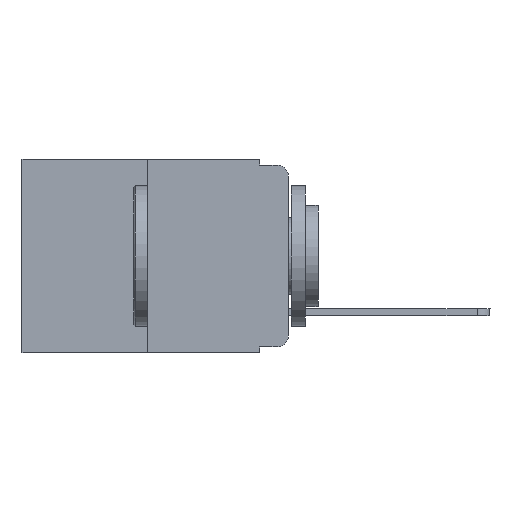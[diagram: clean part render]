
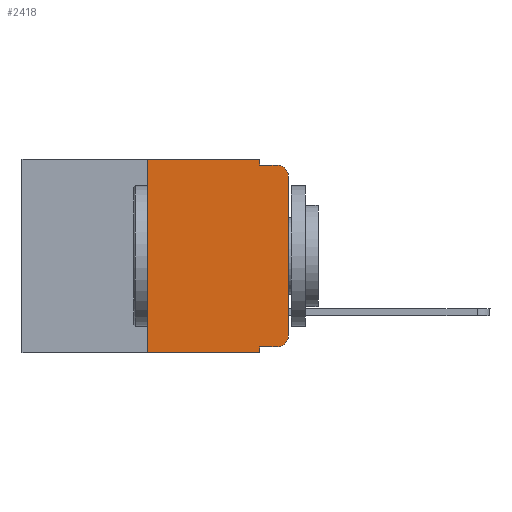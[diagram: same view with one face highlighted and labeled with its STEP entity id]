
A CAD part, left-side view. The second image highlights one B-rep face of the part: STEP entity #2418.
In plain terms, the highlighted planar face has unit normal (-1, 0, 0).
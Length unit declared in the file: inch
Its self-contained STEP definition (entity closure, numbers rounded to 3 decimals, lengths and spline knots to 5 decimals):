
#34 = DIRECTION ( 'NONE',  ( 0., 0., -1. ) ) ;
#713 = CARTESIAN_POINT ( 'NONE',  ( 0., 0.051, -0.343 ) ) ;
#761 = VECTOR ( 'NONE', #5520, 39.37008 ) ;
#974 = ORIENTED_EDGE ( 'NONE', *, *, #1474, .T. ) ;
#1036 = ORIENTED_EDGE ( 'NONE', *, *, #7024, .T. ) ;
#1095 = CARTESIAN_POINT ( 'NONE',  ( 0., 0.051, 0. ) ) ;
#1264 = LINE ( 'NONE', #9563, #12165 ) ;
#1323 = DIRECTION ( 'NONE',  ( 0., 0., 1. ) ) ;
#1340 = CARTESIAN_POINT ( 'NONE',  ( 0., 0.051, 0. ) ) ;
#1419 = CARTESIAN_POINT ( 'NONE',  ( 0., 0.473, 0. ) ) ;
#1474 = EDGE_CURVE ( 'NONE', #5588, #7051, #3855, .T. ) ;
#1538 = EDGE_CURVE ( 'NONE', #8935, #7583, #2135, .T. ) ;
#1930 = AXIS2_PLACEMENT_3D ( 'NONE', #12388, #11351, #4142 ) ;
#2120 = DIRECTION ( 'NONE',  ( 0., 0., -1. ) ) ;
#2135 = CIRCLE ( 'NONE', #7167, 0.02 ) ;
#2312 = CARTESIAN_POINT ( 'NONE',  ( 0., 0.051, -0.01 ) ) ;
#2388 = ORIENTED_EDGE ( 'NONE', *, *, #11886, .F. ) ;
#2391 = CARTESIAN_POINT ( 'NONE',  ( 0., 0.02, -0.03 ) ) ;
#2418 = ADVANCED_FACE ( 'NONE', ( #10390 ), #11418, .F. ) ;
#2696 = VECTOR ( 'NONE', #5984, 39.37008 ) ;
#2970 = ORIENTED_EDGE ( 'NONE', *, *, #7968, .T. ) ;
#3228 = ORIENTED_EDGE ( 'NONE', *, *, #6752, .F. ) ;
#3310 = EDGE_CURVE ( 'NONE', #7519, #7205, #12799, .T. ) ;
#3637 = CIRCLE ( 'NONE', #9346, 0.02 ) ;
#3684 = EDGE_CURVE ( 'NONE', #5588, #9241, #1264, .T. ) ;
#3730 = CARTESIAN_POINT ( 'NONE',  ( 0., 0., -0.313 ) ) ;
#3763 = LINE ( 'NONE', #1095, #5469 ) ;
#3855 = LINE ( 'NONE', #12224, #5413 ) ;
#4142 = DIRECTION ( 'NONE',  ( 0., 0., -1. ) ) ;
#4560 = EDGE_CURVE ( 'NONE', #9681, #7205, #3637, .T. ) ;
#4833 = VERTEX_POINT ( 'NONE', #6152 ) ;
#4841 = CARTESIAN_POINT ( 'NONE',  ( 0., 0.02, -0.01 ) ) ;
#5334 = CARTESIAN_POINT ( 'NONE',  ( 0., 0.02, -0.313 ) ) ;
#5413 = VECTOR ( 'NONE', #7820, 39.37008 ) ;
#5469 = VECTOR ( 'NONE', #2120, 39.37008 ) ;
#5520 = DIRECTION ( 'NONE',  ( 0., -1., 0. ) ) ;
#5588 = VERTEX_POINT ( 'NONE', #13113 ) ;
#5984 = DIRECTION ( 'NONE',  ( 0., -1., 0. ) ) ;
#6130 = ORIENTED_EDGE ( 'NONE', *, *, #3684, .F. ) ;
#6152 = CARTESIAN_POINT ( 'NONE',  ( 0., 0.051, -0.333 ) ) ;
#6486 = LINE ( 'NONE', #1419, #761 ) ;
#6538 = LINE ( 'NONE', #1340, #9699 ) ;
#6566 = DIRECTION ( 'NONE',  ( -1., 0., 0. ) ) ;
#6752 = EDGE_CURVE ( 'NONE', #4833, #7051, #6538, .T. ) ;
#7024 = EDGE_CURVE ( 'NONE', #4833, #8935, #7076, .T. ) ;
#7051 = VERTEX_POINT ( 'NONE', #713 ) ;
#7076 = LINE ( 'NONE', #10112, #2696 ) ;
#7167 = AXIS2_PLACEMENT_3D ( 'NONE', #5334, #12744, #9658 ) ;
#7205 = VERTEX_POINT ( 'NONE', #4841 ) ;
#7430 = CARTESIAN_POINT ( 'NONE',  ( 0., 0.051, -0.01 ) ) ;
#7519 = VERTEX_POINT ( 'NONE', #7430 ) ;
#7583 = VERTEX_POINT ( 'NONE', #3730 ) ;
#7630 = DIRECTION ( 'NONE',  ( 0., 0., 1. ) ) ;
#7820 = DIRECTION ( 'NONE',  ( 0., -1., 0. ) ) ;
#7968 = EDGE_CURVE ( 'NONE', #7583, #9681, #10779, .T. ) ;
#8285 = VECTOR ( 'NONE', #1323, 39.37008 ) ;
#8617 = ORIENTED_EDGE ( 'NONE', *, *, #3310, .F. ) ;
#8794 = CARTESIAN_POINT ( 'NONE',  ( 0., 0.25, 0. ) ) ;
#8935 = VERTEX_POINT ( 'NONE', #13541 ) ;
#9241 = VERTEX_POINT ( 'NONE', #8794 ) ;
#9346 = AXIS2_PLACEMENT_3D ( 'NONE', #2391, #6566, #11788 ) ;
#9563 = CARTESIAN_POINT ( 'NONE',  ( 0., 0.25, 0. ) ) ;
#9658 = DIRECTION ( 'NONE',  ( 0., 0., -1. ) ) ;
#9681 = VERTEX_POINT ( 'NONE', #10971 ) ;
#9699 = VECTOR ( 'NONE', #34, 39.37008 ) ;
#9877 = EDGE_CURVE ( 'NONE', #11156, #7519, #3763, .T. ) ;
#9886 = CARTESIAN_POINT ( 'NONE',  ( 0., 0., 0. ) ) ;
#9914 = VECTOR ( 'NONE', #12941, 39.37008 ) ;
#10112 = CARTESIAN_POINT ( 'NONE',  ( 0., 0.051, -0.333 ) ) ;
#10189 = ORIENTED_EDGE ( 'NONE', *, *, #4560, .T. ) ;
#10390 = FACE_OUTER_BOUND ( 'NONE', #12619, .T. ) ;
#10473 = ORIENTED_EDGE ( 'NONE', *, *, #9877, .F. ) ;
#10779 = LINE ( 'NONE', #9886, #8285 ) ;
#10971 = CARTESIAN_POINT ( 'NONE',  ( 0., 0., -0.03 ) ) ;
#11156 = VERTEX_POINT ( 'NONE', #11188 ) ;
#11188 = CARTESIAN_POINT ( 'NONE',  ( 0., 0.051, 0. ) ) ;
#11351 = DIRECTION ( 'NONE',  ( 1., 0., 0. ) ) ;
#11418 = PLANE ( 'NONE',  #1930 ) ;
#11788 = DIRECTION ( 'NONE',  ( 0., 0., -1. ) ) ;
#11886 = EDGE_CURVE ( 'NONE', #9241, #11156, #6486, .T. ) ;
#12165 = VECTOR ( 'NONE', #7630, 39.37008 ) ;
#12224 = CARTESIAN_POINT ( 'NONE',  ( 0., 0.473, -0.343 ) ) ;
#12388 = CARTESIAN_POINT ( 'NONE',  ( 0., 0.473, 0. ) ) ;
#12619 = EDGE_LOOP ( 'NONE', ( #2970, #10189, #8617, #10473, #2388, #6130, #974, #3228, #1036, #12876 ) ) ;
#12744 = DIRECTION ( 'NONE',  ( -1., 0., 0. ) ) ;
#12799 = LINE ( 'NONE', #2312, #9914 ) ;
#12876 = ORIENTED_EDGE ( 'NONE', *, *, #1538, .T. ) ;
#12941 = DIRECTION ( 'NONE',  ( 0., -1., 0. ) ) ;
#13113 = CARTESIAN_POINT ( 'NONE',  ( 0., 0.25, -0.343 ) ) ;
#13541 = CARTESIAN_POINT ( 'NONE',  ( 0., 0.02, -0.333 ) ) ;
